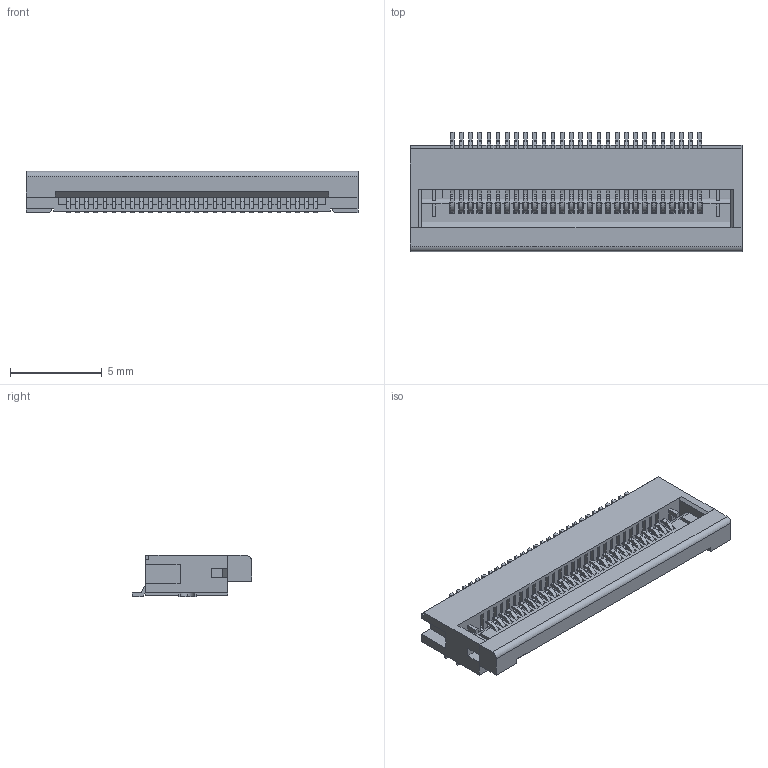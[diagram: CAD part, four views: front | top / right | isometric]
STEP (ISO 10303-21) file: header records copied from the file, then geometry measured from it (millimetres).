
FILE_DESCRIPTION(('STEP AP242'),'1');
FILE_NAME('1225114.stp','2024-11-06T10:14:44',('TraceParts'),('TraceParts S.A.'),'Spatial InterOp 3D',' ',' ');
FILE_SCHEMA(('AP242_MANAGED_MODEL_BASED_3D_ENGINEERING_MIM_LF {1 0 10303 442 1 1 4}'));
Length unit declared in the file: millimetre
Products named in the file (1): 1225114_1
Bounding box: 18.1 x 6.5 x 2.25 mm (x, y, z)
Volume: 157 mm3; surface area: 1132.4 mm2
Topology: 32 solids, 32 shells, 1575 faces, 4817 edges, 3186 vertices
Faces by surface type: plane 1116, cylinder 459
Entity records: 54249 total; most frequent: ORIENTED_EDGE 9634, CARTESIAN_POINT 9610, DIRECTION 9061, EDGE_CURVE 4817, LINE 3787, VECTOR 3787, VERTEX_POINT 3186, AXIS2_PLACEMENT_3D 2637
